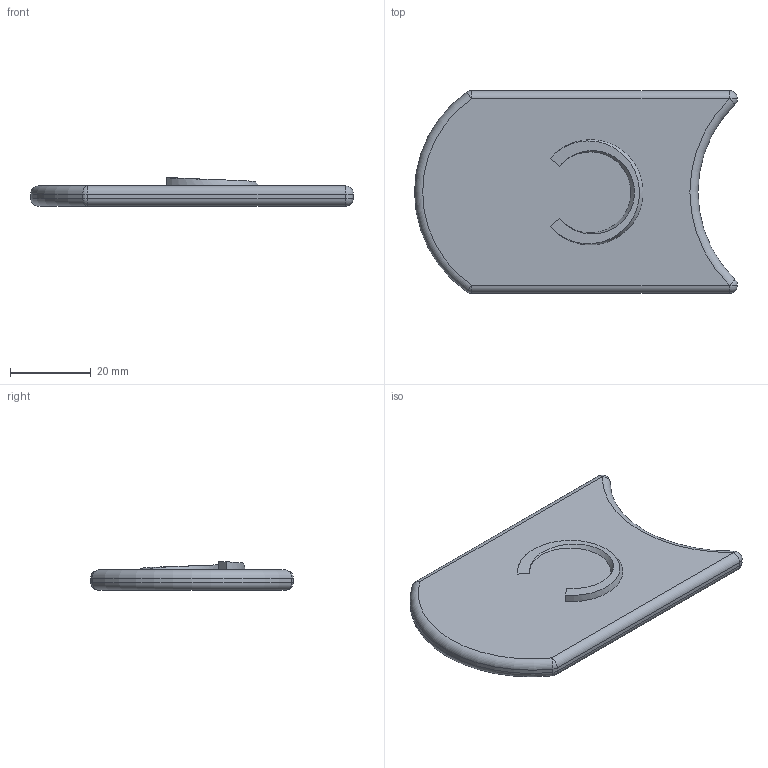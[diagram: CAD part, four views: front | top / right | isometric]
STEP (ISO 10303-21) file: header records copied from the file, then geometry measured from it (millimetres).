
FILE_DESCRIPTION(/* description */ (''),/* implementation_level */ '2;1');
FILE_NAME(/* name */ 'loopblock.stp',/* time_stamp */ '2021-03-21T19:23:26-07:00',/* author */ (''),/* organization */ (''),/* preprocessor_version */ 'ST-DEVELOPER v16.7',/* originating_system */ 'SIEMENS PLM Software NX 1926',/* authorisation */ '');
FILE_SCHEMA (('AUTOMOTIVE_DESIGN { 1 0 10303 214 3 1 1 1 }'));
Length unit declared in the file: millimetre
Products named in the file (1): loopblock_step
Bounding box: 79.75 x 50 x 7 mm (x, y, z)
Surface area: 16125.8 mm2
Topology: 2 solids, 2 shells, 90 faces, 187 edges, 90 vertices
Faces by surface type: cylinder 32, sphere 24, torus 16, plane 15, bspline 3
Entity records: 2571 total; most frequent: CARTESIAN_POINT 686, DIRECTION 456, ORIENTED_EDGE 338, AXIS2_PLACEMENT_3D 204, EDGE_CURVE 169, CIRCLE 116, EDGE_LOOP 97, ADVANCED_FACE 90
